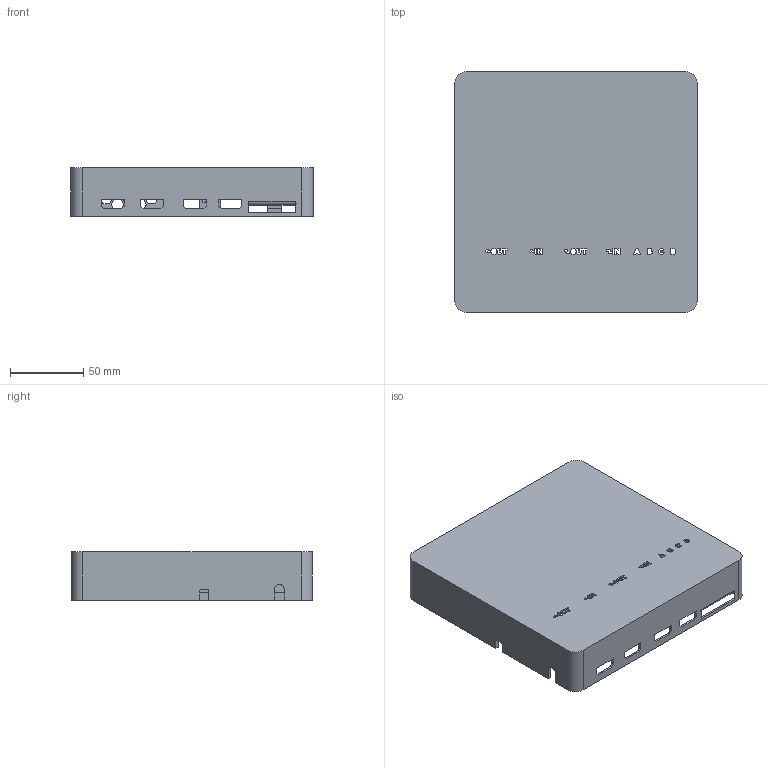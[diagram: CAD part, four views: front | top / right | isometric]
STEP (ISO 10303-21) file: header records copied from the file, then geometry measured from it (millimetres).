
FILE_DESCRIPTION (( 'STEP AP214' ), '1' );
FILE_NAME ('acquisition-board-case.STEP', '2013-05-26T13:21:41', ( '' ), ( '' ), 'SwSTEP 2.0', 'SolidWorks 2013', '' );
FILE_SCHEMA (( 'AUTOMOTIVE_DESIGN' ));
Length unit declared in the file: inch
Products named in the file (1): acquisition-board-case
Bounding box: 165.05 x 163.86 x 33.02 mm (x, y, z)
Volume: 122129.5 mm3; surface area: 105129.4 mm2
Topology: 1 solids, 1 shells, 918 faces, 2744 edges, 1807 vertices
Faces by surface type: plane 858, cylinder 44, cone 16
Entity records: 30356 total; most frequent: CARTESIAN_POINT 5460, ORIENTED_EDGE 5456, DIRECTION 4652, EDGE_CURVE 2728, LINE 2638, VECTOR 2638, VERTEX_POINT 1807, AXIS2_PLACEMENT_3D 1007
